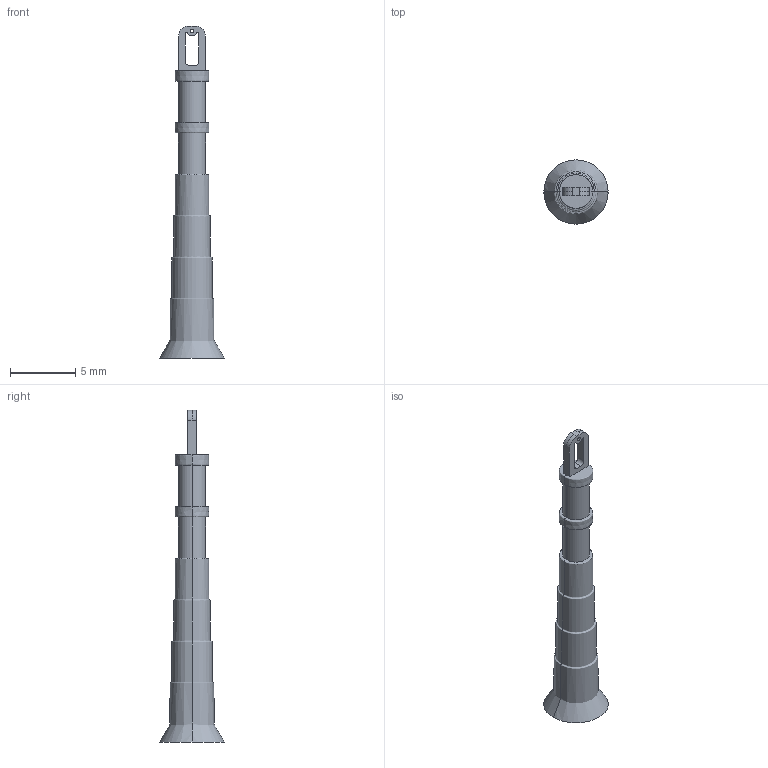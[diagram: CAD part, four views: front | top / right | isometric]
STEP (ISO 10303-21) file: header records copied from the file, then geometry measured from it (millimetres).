
FILE_DESCRIPTION(/* description */ (''),/* implementation_level */ '2;1');
FILE_NAME(/* name */ 'traffic bollard cone',/* time_stamp */ '2025-06-21T23:17:01-04:00',/* author */ (''),/* organization */ (''),/* preprocessor_version */ 'ST-DEVELOPER v19.2',/* originating_system */ 'Rhino 8.20',/* authorisation */ '');
FILE_SCHEMA (('CONFIG_CONTROL_DESIGN'));
Length unit declared in the file: inch
Products named in the file (1): Document
Bounding box: 4.93 x 4.93 x 25.44 mm (x, y, z)
Volume: 118.8 mm3; surface area: 242.5 mm2
Topology: 1 solids, 1 shells, 34 faces, 85 edges, 53 vertices
Faces by surface type: cylinder 16, plane 12, bspline 6
Entity records: 1657 total; most frequent: CARTESIAN_POINT 897, ORIENTED_EDGE 170, EDGE_CURVE 85, DIRECTION 84, AXIS2_PLACEMENT_3D 56, VERTEX_POINT 53, EDGE_LOOP 38, ADVANCED_FACE 34
